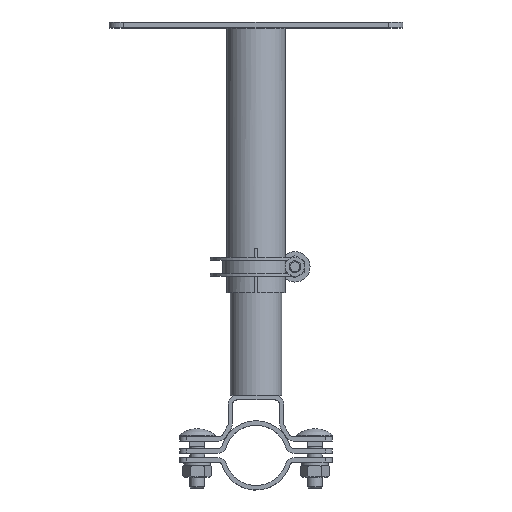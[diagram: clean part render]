
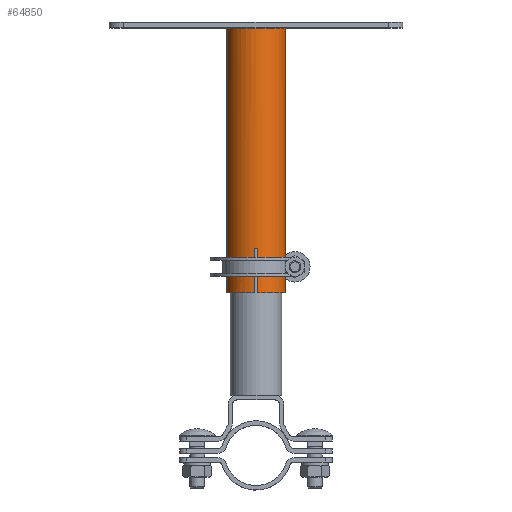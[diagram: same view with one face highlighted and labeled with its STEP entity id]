
A CAD part, top view. The second image highlights one B-rep face of the part: STEP entity #64850.
In plain terms, the highlighted cylindrical face has radius 20 mm (diameter 40 mm), a partial arc.
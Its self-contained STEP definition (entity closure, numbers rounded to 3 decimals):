
#62170=CARTESIAN_POINT('',(126.623,-159.,20.));
#62180=DIRECTION('',(0.,1.,0.));
#62190=DIRECTION('',(1.,0.,0.));
#62200=AXIS2_PLACEMENT_3D('',#62170,#62180,#62190);
#62210=CIRCLE('',#62200,20.);
#62220=CARTESIAN_POINT('',(146.623,-159.,20.));
#62230=VERTEX_POINT('',#62220);
#62240=CARTESIAN_POINT('',(106.623,-159.,20.));
#62250=VERTEX_POINT('',#62240);
#62280=EDGE_CURVE('',#62250,#62230,#62210,.T.);
#62380=CARTESIAN_POINT('',(126.623,21.,20.));
#62390=DIRECTION('',(0.,1.,0.));
#62400=DIRECTION('',(1.,0.,0.));
#62410=AXIS2_PLACEMENT_3D('',#62380,#62390,#62400);
#62420=CIRCLE('',#62410,20.);
#62430=CARTESIAN_POINT('',(127.623,21.,39.975));
#62440=VERTEX_POINT('',#62430);
#62450=CARTESIAN_POINT('',(146.623,21.,20.));
#62460=VERTEX_POINT('',#62450);
#62470=EDGE_CURVE('',#62440,#62460,#62420,.T.);
#62790=CARTESIAN_POINT('',(106.623,21.,20.));
#62800=VERTEX_POINT('',#62790);
#62810=CARTESIAN_POINT('',(125.623,21.,39.975));
#62820=VERTEX_POINT('',#62810);
#62830=EDGE_CURVE('',#62800,#62820,#62420,.T.);
#63780=CARTESIAN_POINT('',(126.623,-9.,20.));
#63790=DIRECTION('',(0.,1.,0.));
#63800=DIRECTION('',(1.,0.,0.));
#63810=AXIS2_PLACEMENT_3D('',#63780,#63790,#63800);
#63820=CIRCLE('',#63810,20.);
#63980=CARTESIAN_POINT('',(125.623,-9.,39.975));
#63990=VERTEX_POINT('',#63980);
#64020=CARTESIAN_POINT('',(125.623,-159.,39.975));
#64030=DIRECTION('',(0.,1.,0.));
#64040=VECTOR('',#64030,1.);
#64050=LINE('',#64020,#64040);
#64060=EDGE_CURVE('',#63990,#62820,#64050,.T.);
#64200=CARTESIAN_POINT('',(127.623,-9.,39.975));
#64210=VERTEX_POINT('',#64200);
#64240=EDGE_CURVE('',#63990,#64210,#63820,.T.);
#64320=CARTESIAN_POINT('',(126.623,-159.,20.));
#64330=DIRECTION('',(0.,1.,0.));
#64340=DIRECTION('',(1.,0.,0.));
#64350=AXIS2_PLACEMENT_3D('',#64320,#64330,#64340);
#64360=CYLINDRICAL_SURFACE('',#64350,20.);
#64410=CARTESIAN_POINT('',(106.623,-159.,20.));
#64420=DIRECTION('',(0.,1.,0.));
#64430=VECTOR('',#64420,1.);
#64440=LINE('',#64410,#64430);
#64450=EDGE_CURVE('',#62250,#62800,#64440,.T.);
#64480=CARTESIAN_POINT('',(146.623,-159.,20.));
#64490=DIRECTION('',(0.,1.,0.));
#64500=VECTOR('',#64490,1.);
#64510=LINE('',#64480,#64500);
#64520=EDGE_CURVE('',#62230,#62460,#64510,.T.);
#64590=CARTESIAN_POINT('',(127.623,-159.,39.975));
#64600=DIRECTION('',(0.,1.,0.));
#64610=VECTOR('',#64600,1.);
#64620=LINE('',#64590,#64610);
#64630=EDGE_CURVE('',#64210,#62440,#64620,.T.);
#64750=ORIENTED_EDGE('',*,*,#64450,.F.);
#64760=ORIENTED_EDGE('',*,*,#62830,.F.);
#64770=ORIENTED_EDGE('',*,*,#64060,.T.);
#64780=ORIENTED_EDGE('',*,*,#64240,.F.);
#64790=ORIENTED_EDGE('',*,*,#64630,.F.);
#64800=ORIENTED_EDGE('',*,*,#62470,.F.);
#64810=ORIENTED_EDGE('',*,*,#64520,.T.);
#64820=ORIENTED_EDGE('',*,*,#62280,.T.);
#64830=EDGE_LOOP('',(#64820,#64810,#64800,#64790,#64780,#64770,#64760,
#64750));
#64840=FACE_OUTER_BOUND('',#64830,.T.);
#64850=ADVANCED_FACE('',(#64840),#64360,.T.);
